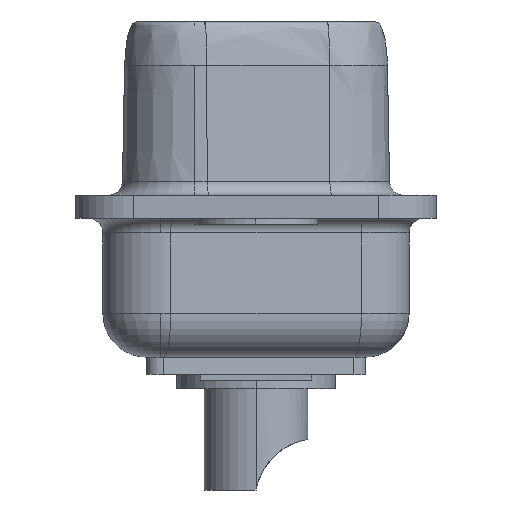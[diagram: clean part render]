
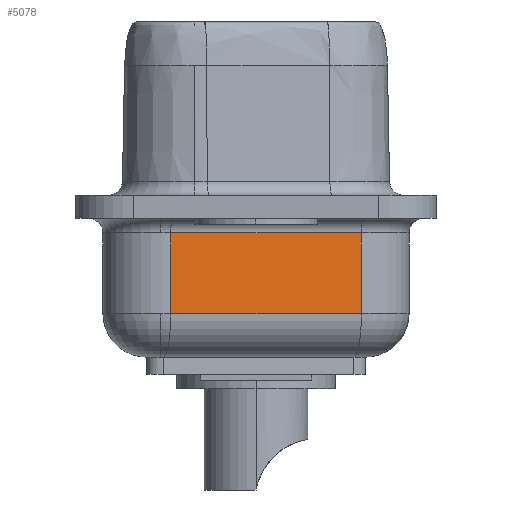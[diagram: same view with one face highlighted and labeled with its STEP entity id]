
A CAD part, left-side view. The second image highlights one B-rep face of the part: STEP entity #5078.
In plain terms, the highlighted planar face has unit normal (-0.985, -0.174, 0).
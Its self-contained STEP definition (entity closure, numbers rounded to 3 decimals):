
#63 = EDGE_CURVE ( 'NONE', #7527, #11112, #10933, .T. ) ;
#114 = VECTOR ( 'NONE', #4728, 1000. ) ;
#1829 = LINE ( 'NONE', #5790, #3585 ) ;
#2072 = DIRECTION ( 'NONE',  ( 0., 0., 1. ) ) ;
#2688 = EDGE_CURVE ( 'NONE', #8579, #11112, #16004, .T. ) ;
#3073 = ORIENTED_EDGE ( 'NONE', *, *, #15699, .T. ) ;
#3148 = CARTESIAN_POINT ( 'NONE',  ( -13.72, 2.953, -1.3 ) ) ;
#3270 = AXIS2_PLACEMENT_3D ( 'NONE', #3647, #6085, #10054 ) ;
#3585 = VECTOR ( 'NONE', #9609, 1000. ) ;
#3647 = CARTESIAN_POINT ( 'NONE',  ( -12.556, -3.647, -5.6 ) ) ;
#4728 = DIRECTION ( 'NONE',  ( 0., 0., 1. ) ) ;
#4737 = PLANE ( 'NONE',  #3270 ) ;
#4899 = FACE_OUTER_BOUND ( 'NONE', #5928, .T. ) ;
#5078 = ADVANCED_FACE ( 'NONE', ( #4899 ), #4737, .F. ) ;
#5790 = CARTESIAN_POINT ( 'NONE',  ( -12.556, -3.647, -4.1 ) ) ;
#5928 = EDGE_LOOP ( 'NONE', ( #3073, #8037, #14900, #8686 ) ) ;
#6085 = DIRECTION ( 'NONE',  ( 0.985, 0.174, 0. ) ) ;
#7158 = CARTESIAN_POINT ( 'NONE',  ( -12.556, -3.647, -4.1 ) ) ;
#7527 = VERTEX_POINT ( 'NONE', #8233 ) ;
#8037 = ORIENTED_EDGE ( 'NONE', *, *, #2688, .T. ) ;
#8233 = CARTESIAN_POINT ( 'NONE',  ( -13.72, 2.953, -4.1 ) ) ;
#8337 = DIRECTION ( 'NONE',  ( -0.174, 0.985, 0. ) ) ;
#8579 = VERTEX_POINT ( 'NONE', #15509 ) ;
#8686 = ORIENTED_EDGE ( 'NONE', *, *, #13224, .T. ) ;
#9229 = VECTOR ( 'NONE', #2072, 1000. ) ;
#9609 = DIRECTION ( 'NONE',  ( 0.174, -0.985, 0. ) ) ;
#10054 = DIRECTION ( 'NONE',  ( -0.174, 0.985, 0. ) ) ;
#10933 = LINE ( 'NONE', #16045, #9229 ) ;
#11068 = CARTESIAN_POINT ( 'NONE',  ( -12.556, -3.647, -5.6 ) ) ;
#11112 = VERTEX_POINT ( 'NONE', #3148 ) ;
#11901 = CARTESIAN_POINT ( 'NONE',  ( -12.556, -3.647, -1.3 ) ) ;
#12793 = VERTEX_POINT ( 'NONE', #7158 ) ;
#13224 = EDGE_CURVE ( 'NONE', #7527, #12793, #1829, .T. ) ;
#13615 = LINE ( 'NONE', #11068, #114 ) ;
#14900 = ORIENTED_EDGE ( 'NONE', *, *, #63, .F. ) ;
#15509 = CARTESIAN_POINT ( 'NONE',  ( -12.556, -3.647, -1.3 ) ) ;
#15699 = EDGE_CURVE ( 'NONE', #12793, #8579, #13615, .T. ) ;
#16004 = LINE ( 'NONE', #11901, #16663 ) ;
#16045 = CARTESIAN_POINT ( 'NONE',  ( -13.72, 2.953, -5.6 ) ) ;
#16663 = VECTOR ( 'NONE', #8337, 1000. ) ;
